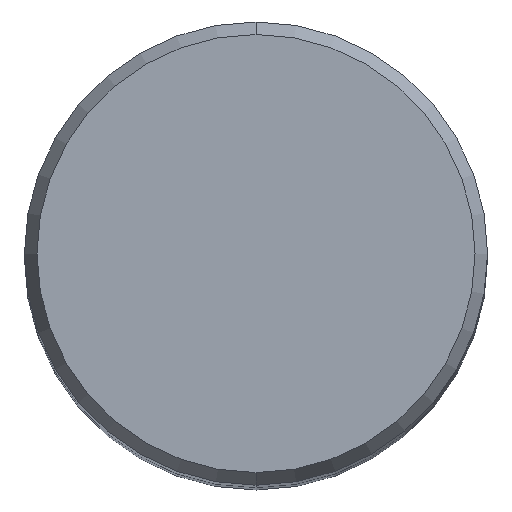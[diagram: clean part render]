
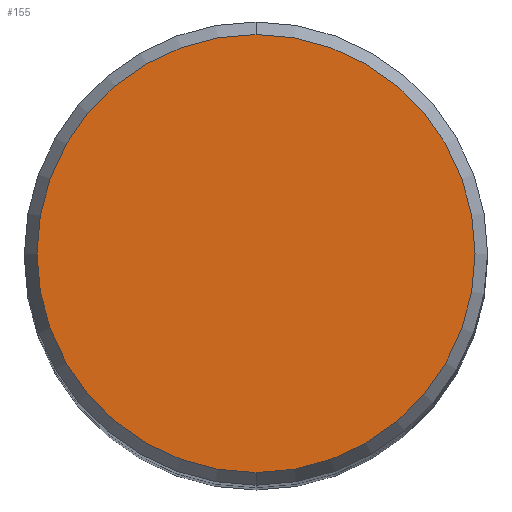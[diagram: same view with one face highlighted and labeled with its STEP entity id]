
A CAD part, top view. The second image highlights one B-rep face of the part: STEP entity #155.
In plain terms, the highlighted planar face has unit normal (0, 0, 1).
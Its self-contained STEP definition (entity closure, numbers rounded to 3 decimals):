
#155=ADVANCED_FACE('',(#407),#408,.T.);
#243=VERTEX_POINT('',#502);
#315=EDGE_CURVE('',#345,#243,#585,.T.);
#331=EDGE_CURVE('',#243,#345,#603,.T.);
#345=VERTEX_POINT('',#618);
#407=FACE_OUTER_BOUND('',#675,.T.);
#408=PLANE('',#676);
#502=CARTESIAN_POINT('',(0.0,12.012,0.));
#585=CIRCLE('',#1202,12.012);
#603=CIRCLE('',#1222,12.012);
#618=CARTESIAN_POINT('',(0.,-12.012,0.));
#675=EDGE_LOOP('',(#1387,#1388));
#676=AXIS2_PLACEMENT_3D('',#1389,#1390,#1391);
#1202=AXIS2_PLACEMENT_3D('',#1600,#1601,#1602);
#1222=AXIS2_PLACEMENT_3D('',#1620,#1621,#1622);
#1387=ORIENTED_EDGE('',*,*,#331,.F.);
#1388=ORIENTED_EDGE('',*,*,#315,.F.);
#1389=CARTESIAN_POINT('',(0.0,6.006,0.));
#1390=DIRECTION('',(-0.0,0.0,1.0));
#1391=DIRECTION('',(0.0,-1.0,0.0));
#1600=CARTESIAN_POINT('',(0.0,0.0,0.));
#1601=DIRECTION('',(0.0,0.0,-1.0));
#1602=DIRECTION('',(0.0,1.0,0.0));
#1620=CARTESIAN_POINT('',(0.0,0.0,0.));
#1621=DIRECTION('',(0.0,0.0,-1.0));
#1622=DIRECTION('',(0.0,1.0,0.0));
